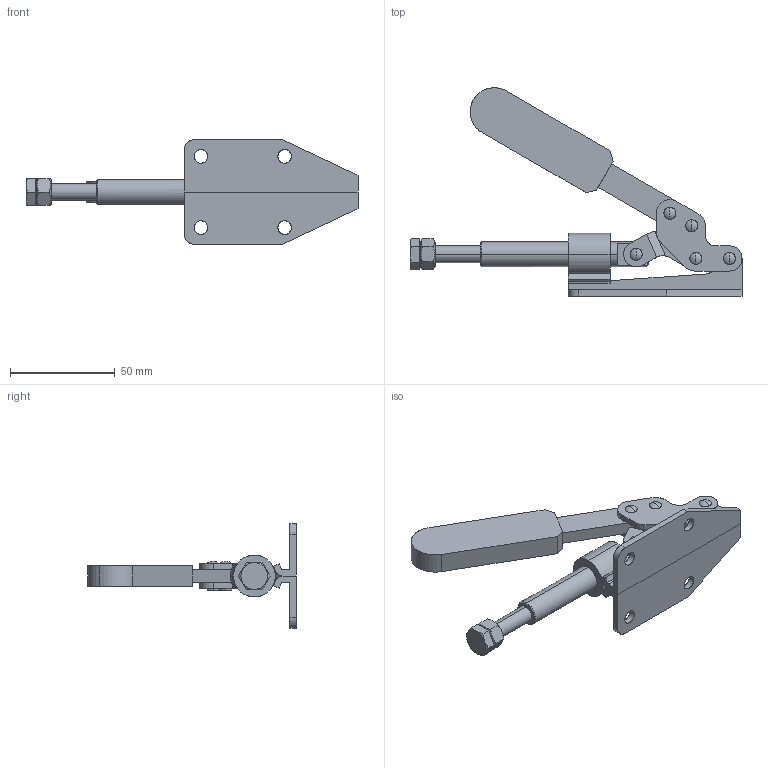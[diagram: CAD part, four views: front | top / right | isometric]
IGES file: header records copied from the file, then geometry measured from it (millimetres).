
Start section: SolidWorks IGES file using analytic representation for surfaces
Global section: file name: GH-36020M(ﾂｲ､ﾆ).IGS,; native system: SolidWorks 2016; preprocessor: SolidWorks 2016; author: LinWei; date: 200706.091641; units: millimetre
Bounding box: 158.5 x 99.5 x 50 mm (x, y, z)
Surface area: 29882.5 mm2 (no closed solid volume)
Topology: 0 solids, 0 shells, 217 faces, 3314 edges, 3307 vertices
Faces by surface type: bspline 110, revolution 107
